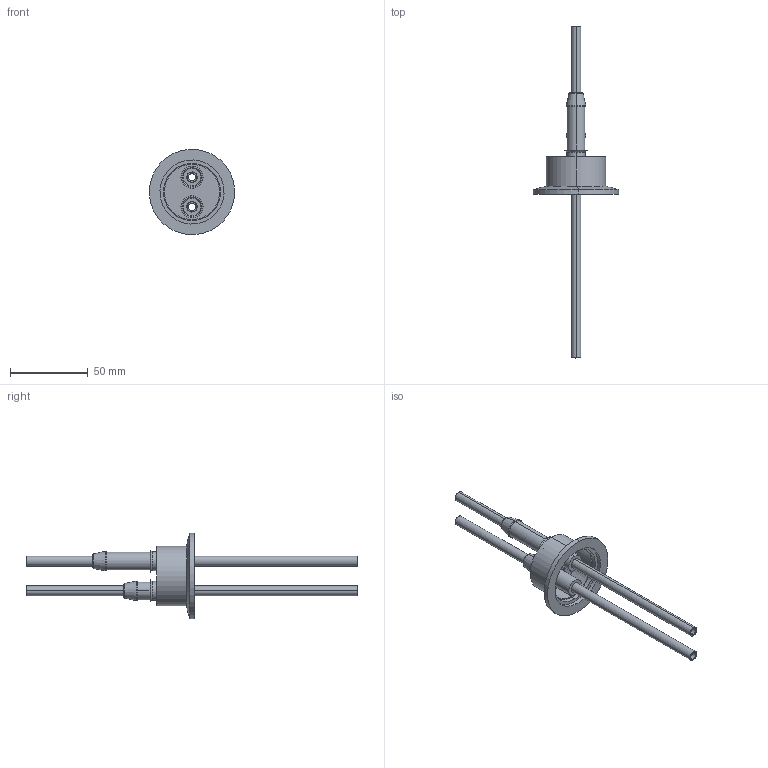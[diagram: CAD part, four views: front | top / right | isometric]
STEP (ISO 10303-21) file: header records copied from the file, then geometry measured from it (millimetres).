
FILE_DESCRIPTION (( 'STEP AP203' ), '1' );
FILE_NAME ('A0565-1-QF.STEP', '2013-06-18T11:37:11', ( '' ), ( '' ), 'SwSTEP 2.0', 'SolidWorks 2012', '' );
FILE_SCHEMA (( 'CONFIG_CONTROL_DESIGN' ));
Length unit declared in the file: inch
Products named in the file (1): A0565-1-QF
Bounding box: 54.78 x 213.11 x 54.78 mm (x, y, z)
Volume: 22841.7 mm3; surface area: 31394 mm2
Topology: 1 solids, 2 shells, 136 faces, 294 edges, 182 vertices
Faces by surface type: cylinder 58, cone 42, plane 24, bspline 12
Entity records: 4393 total; most frequent: CARTESIAN_POINT 1233, DIRECTION 722, ORIENTED_EDGE 588, AXIS2_PLACEMENT_3D 311, EDGE_CURVE 294, CIRCLE 186, VERTEX_POINT 182, EDGE_LOOP 162
